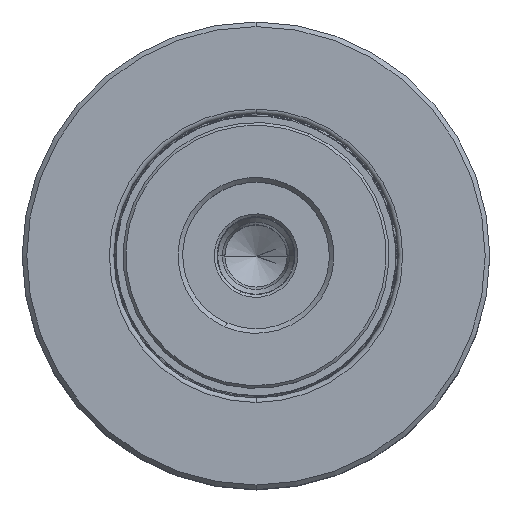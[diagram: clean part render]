
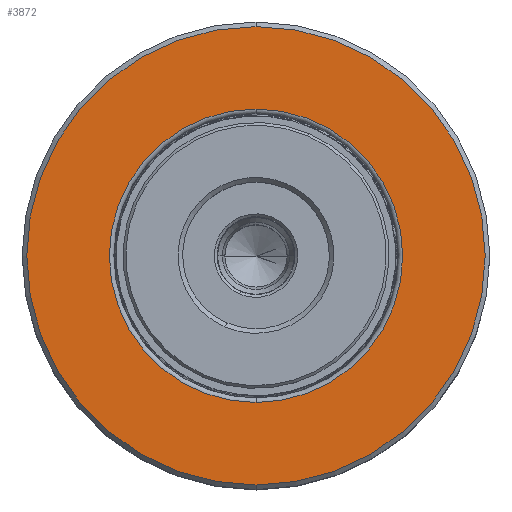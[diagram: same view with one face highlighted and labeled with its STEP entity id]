
A CAD part, top view. The second image highlights one B-rep face of the part: STEP entity #3872.
In plain terms, the highlighted face is planar.
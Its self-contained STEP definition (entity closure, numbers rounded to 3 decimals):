
#645 = DIRECTION ( 'NONE',  ( 0., -1., 0. ) ) ;
#932 = EDGE_CURVE ( 'NONE', #40678, #43531, #1587, .T. ) ;
#972 = CARTESIAN_POINT ( 'NONE',  ( 0., 15.687, -16. ) ) ;
#1587 = CIRCLE ( 'NONE', #20646, 25. ) ;
#1949 = DIRECTION ( 'NONE',  ( 0., 0., -1. ) ) ;
#3558 = EDGE_LOOP ( 'NONE', ( #5743, #18962 ) ) ;
#3872 = ADVANCED_FACE ( 'NONE', ( #30446, #17232 ), #14014, .T. ) ;
#4335 = EDGE_LOOP ( 'NONE', ( #47692, #30391 ) ) ;
#5743 = ORIENTED_EDGE ( 'NONE', *, *, #37732, .F. ) ;
#7494 = CARTESIAN_POINT ( 'NONE',  ( 0., 15.687, 25. ) ) ;
#7780 = DIRECTION ( 'NONE',  ( 0., -1., 0. ) ) ;
#8495 = AXIS2_PLACEMENT_3D ( 'NONE', #41649, #41295, #21306 ) ;
#9754 = VERTEX_POINT ( 'NONE', #972 ) ;
#10472 = CARTESIAN_POINT ( 'NONE',  ( 25., 15.687, 0. ) ) ;
#14014 = PLANE ( 'NONE',  #48291 ) ;
#17232 = FACE_OUTER_BOUND ( 'NONE', #3558, .T. ) ;
#18915 = EDGE_CURVE ( 'NONE', #9754, #47999, #23335, .T. ) ;
#18962 = ORIENTED_EDGE ( 'NONE', *, *, #932, .F. ) ;
#20646 = AXIS2_PLACEMENT_3D ( 'NONE', #24796, #645, #32671 ) ;
#21306 = DIRECTION ( 'NONE',  ( 0., 0., -1. ) ) ;
#21694 = CARTESIAN_POINT ( 'NONE',  ( 0., 15.687, 0. ) ) ;
#22040 = DIRECTION ( 'NONE',  ( 0., -1., 0. ) ) ;
#23335 = CIRCLE ( 'NONE', #24943, 16. ) ;
#23835 = CIRCLE ( 'NONE', #24752, 25. ) ;
#24752 = AXIS2_PLACEMENT_3D ( 'NONE', #28222, #7780, #35937 ) ;
#24796 = CARTESIAN_POINT ( 'NONE',  ( 0., 15.687, 0. ) ) ;
#24943 = AXIS2_PLACEMENT_3D ( 'NONE', #21694, #22040, #1949 ) ;
#28222 = CARTESIAN_POINT ( 'NONE',  ( 0., 15.687, 0. ) ) ;
#29495 = CARTESIAN_POINT ( 'NONE',  ( 0., 15.687, -25. ) ) ;
#30391 = ORIENTED_EDGE ( 'NONE', *, *, #38735, .T. ) ;
#30446 = FACE_BOUND ( 'NONE', #4335, .T. ) ;
#30560 = DIRECTION ( 'NONE',  ( 0., 0., 1. ) ) ;
#32671 = DIRECTION ( 'NONE',  ( 0., 0., -1. ) ) ;
#35937 = DIRECTION ( 'NONE',  ( 0., 0., -1. ) ) ;
#37732 = EDGE_CURVE ( 'NONE', #43531, #40678, #23835, .T. ) ;
#38342 = CARTESIAN_POINT ( 'NONE',  ( 0., 15.687, 16. ) ) ;
#38735 = EDGE_CURVE ( 'NONE', #47999, #9754, #50245, .T. ) ;
#40678 = VERTEX_POINT ( 'NONE', #7494 ) ;
#41295 = DIRECTION ( 'NONE',  ( 0., -1., 0. ) ) ;
#41649 = CARTESIAN_POINT ( 'NONE',  ( 0., 15.687, 0. ) ) ;
#42542 = DIRECTION ( 'NONE',  ( 0., 1., 0. ) ) ;
#43531 = VERTEX_POINT ( 'NONE', #29495 ) ;
#47692 = ORIENTED_EDGE ( 'NONE', *, *, #18915, .T. ) ;
#47999 = VERTEX_POINT ( 'NONE', #38342 ) ;
#48291 = AXIS2_PLACEMENT_3D ( 'NONE', #10472, #42542, #30560 ) ;
#50245 = CIRCLE ( 'NONE', #8495, 16. ) ;
